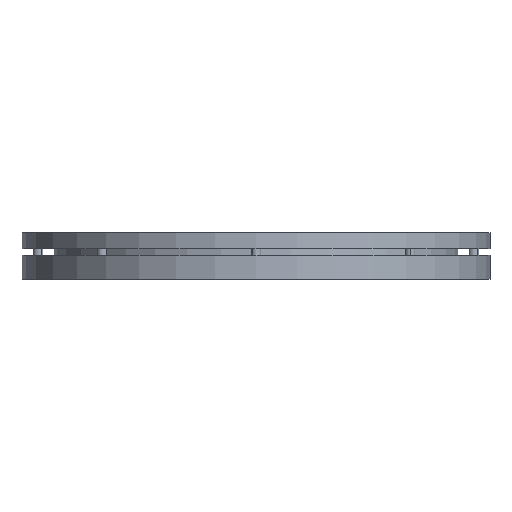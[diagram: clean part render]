
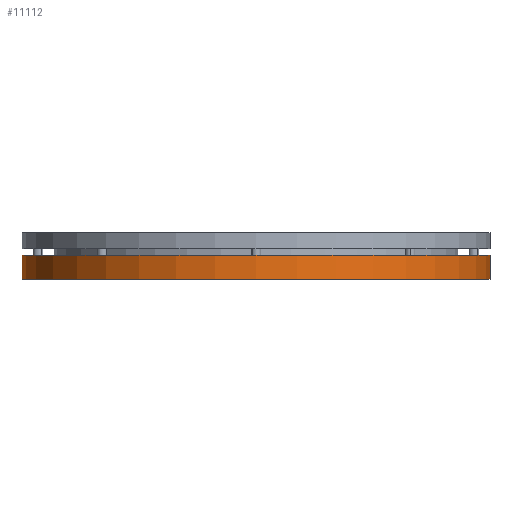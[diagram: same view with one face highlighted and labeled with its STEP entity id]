
A CAD part, front view. The second image highlights one B-rep face of the part: STEP entity #11112.
In plain terms, the highlighted cylindrical face has radius 145 mm (diameter 290 mm), a partial arc.
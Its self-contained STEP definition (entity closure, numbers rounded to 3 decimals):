
#3828 = VERTEX_POINT ( 'NONE', #6862 ) ;
#3887 = VECTOR ( 'NONE', #25025, 1000. ) ;
#4037 = ORIENTED_EDGE ( 'NONE', *, *, #26356, .F. ) ;
#4194 = VERTEX_POINT ( 'NONE', #28573 ) ;
#4402 = ORIENTED_EDGE ( 'NONE', *, *, #12368, .T. ) ;
#4417 = AXIS2_PLACEMENT_3D ( 'NONE', #12592, #10494, #26953 ) ;
#5584 = AXIS2_PLACEMENT_3D ( 'NONE', #6983, #9203, #18314 ) ;
#6862 = CARTESIAN_POINT ( 'NONE',  ( 145., 0., 0. ) ) ;
#6926 = AXIS2_PLACEMENT_3D ( 'NONE', #13980, #9500, #18612 ) ;
#6983 = CARTESIAN_POINT ( 'NONE',  ( 0., 0., -15. ) ) ;
#9203 = DIRECTION ( 'NONE',  ( 0., 0., 1. ) ) ;
#9328 = LINE ( 'NONE', #29338, #3887 ) ;
#9371 = VERTEX_POINT ( 'NONE', #28461 ) ;
#9500 = DIRECTION ( 'NONE',  ( 0., 0., 1. ) ) ;
#10494 = DIRECTION ( 'NONE',  ( 0., 0., 1. ) ) ;
#11103 = CIRCLE ( 'NONE', #4417, 145. ) ;
#11112 = ADVANCED_FACE ( 'NONE', ( #12018 ), #16252, .T. ) ;
#12018 = FACE_OUTER_BOUND ( 'NONE', #25115, .T. ) ;
#12368 = EDGE_CURVE ( 'NONE', #4194, #3828, #17868, .T. ) ;
#12393 = EDGE_CURVE ( 'NONE', #13852, #4194, #17955, .T. ) ;
#12592 = CARTESIAN_POINT ( 'NONE',  ( 0., 0., 0. ) ) ;
#13682 = VECTOR ( 'NONE', #17720, 1000. ) ;
#13852 = VERTEX_POINT ( 'NONE', #20611 ) ;
#13980 = CARTESIAN_POINT ( 'NONE',  ( 0., 0., 0. ) ) ;
#15127 = EDGE_CURVE ( 'NONE', #13852, #9371, #9328, .T. ) ;
#16252 = CYLINDRICAL_SURFACE ( 'NONE', #6926, 145. ) ;
#17720 = DIRECTION ( 'NONE',  ( 0., 0., 1. ) ) ;
#17868 = LINE ( 'NONE', #22741, #13682 ) ;
#17955 = CIRCLE ( 'NONE', #5584, 145. ) ;
#18314 = DIRECTION ( 'NONE',  ( 1., 0., 0. ) ) ;
#18612 = DIRECTION ( 'NONE',  ( 1., 0., 0. ) ) ;
#20357 = ORIENTED_EDGE ( 'NONE', *, *, #15127, .F. ) ;
#20611 = CARTESIAN_POINT ( 'NONE',  ( -145., 0., -15. ) ) ;
#22741 = CARTESIAN_POINT ( 'NONE',  ( 145., 0., 0. ) ) ;
#25025 = DIRECTION ( 'NONE',  ( 0., 0., 1. ) ) ;
#25115 = EDGE_LOOP ( 'NONE', ( #20357, #26913, #4402, #4037 ) ) ;
#26356 = EDGE_CURVE ( 'NONE', #9371, #3828, #11103, .T. ) ;
#26913 = ORIENTED_EDGE ( 'NONE', *, *, #12393, .T. ) ;
#26953 = DIRECTION ( 'NONE',  ( 1., 0., 0. ) ) ;
#28461 = CARTESIAN_POINT ( 'NONE',  ( -145., 0., 0. ) ) ;
#28573 = CARTESIAN_POINT ( 'NONE',  ( 145., 0., -15. ) ) ;
#29338 = CARTESIAN_POINT ( 'NONE',  ( -145., 0., 0. ) ) ;
